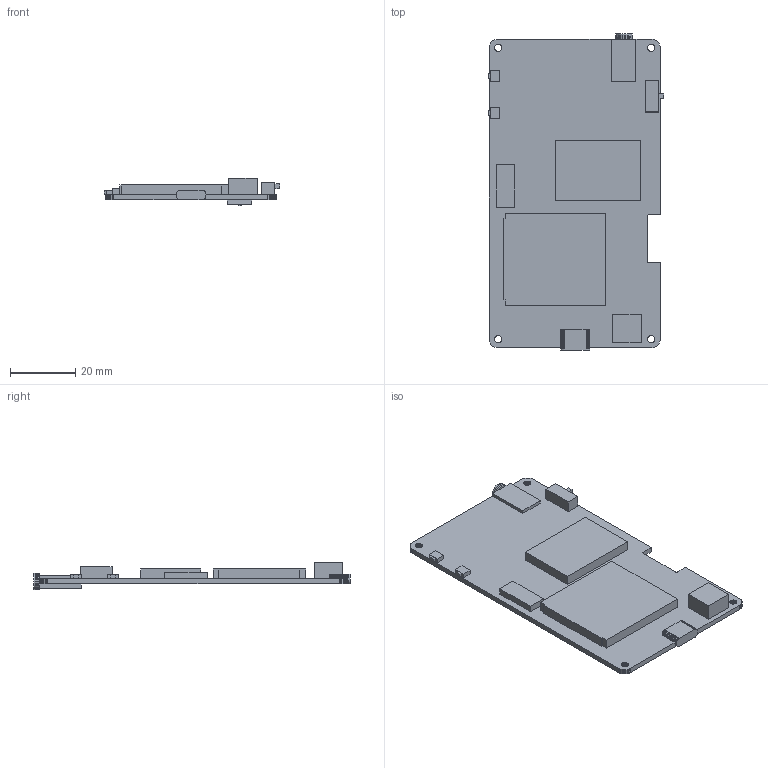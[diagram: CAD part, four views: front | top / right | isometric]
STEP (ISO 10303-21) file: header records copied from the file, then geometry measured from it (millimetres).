
FILE_DESCRIPTION(('FreeCAD Model'),'2;1');
FILE_NAME('Open CASCADE Shape Model','2023-09-27T16:42:13',('FreeCAD'),( 'FreeCAD'),'Open CASCADE STEP processor 7.6','FreeCAD','Unknown');
FILE_SCHEMA(('AUTOMOTIVE_DESIGN { 1 0 10303 214 1 1 1 1 }'));
Length unit declared in the file: millimetre
Products named in the file (1): Open CASCADE STEP translator 7.6 2
Bounding box: 53.69 x 96.58 x 8.32 mm (x, y, z)
Volume: 12887.1 mm3; surface area: 11402.1 mm2
Topology: 1 solids, 1 shells, 341 faces, 947 edges, 618 vertices
Faces by surface type: plane 341
Entity records: 22958 total; most frequent: CARTESIAN_POINT 3801, DIRECTION 3525, LINE 2841, VECTOR 2841, ORIENTED_EDGE 1894, PCURVE 1894, DEFINITIONAL_REPRESENTATION 1894, EDGE_CURVE 947
